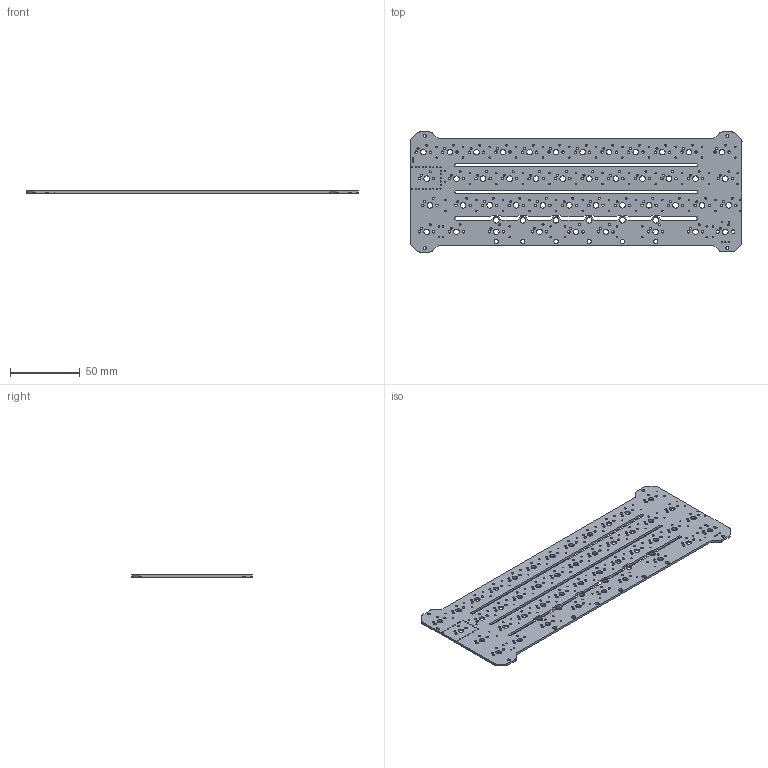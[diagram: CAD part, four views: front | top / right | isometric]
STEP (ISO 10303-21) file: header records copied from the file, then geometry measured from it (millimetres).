
FILE_DESCRIPTION(('KiCad electronic assembly'),'2;1');
FILE_NAME('lumpen.step','2023-04-21T11:01:01',('Pcbnew'),('Kicad'), 'Open CASCADE STEP processor 7.6','KiCad to STEP converter','Unknown' );
FILE_SCHEMA(('AUTOMOTIVE_DESIGN { 1 0 10303 214 1 1 1 1 }'));
Length unit declared in the file: millimetre
Products named in the file (2): lumpen 1; PCB
Assembly tree (1 placements, depth 2):
  lumpen 1
    PCB
Bounding box: 238.13 x 86.11 x 1.6 mm (x, y, z)
Volume: 25706.7 mm3; surface area: 38073.6 mm2
Topology: 1 solids, 1 shells, 783 faces, 2343 edges, 1562 vertices
Faces by surface type: plane 424, cylinder 359
Full cylindrical faces by diameter (mm): 0.7 x3, 0.8 x23, 1 x95, 1.47 x90, 1.75 x88, 3.048 x6, 3.988 x51
Entity records: 60627 total; most frequent: CARTESIAN_POINT 13692, DIRECTION 8591, LINE 5585, VECTOR 5585, ORIENTED_EDGE 4686, PCURVE 4686, DEFINITIONAL_REPRESENTATION 4686, EDGE_CURVE 2343
